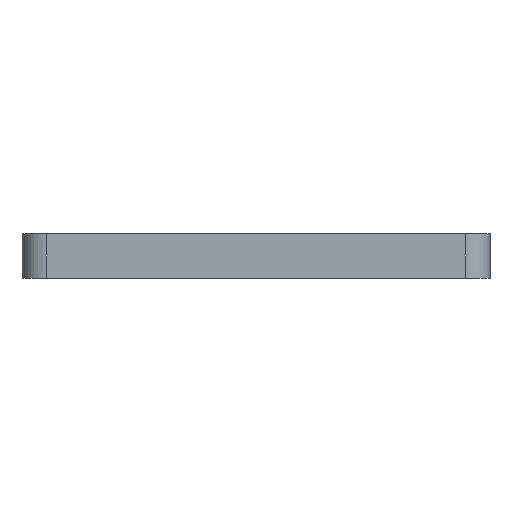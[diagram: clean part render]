
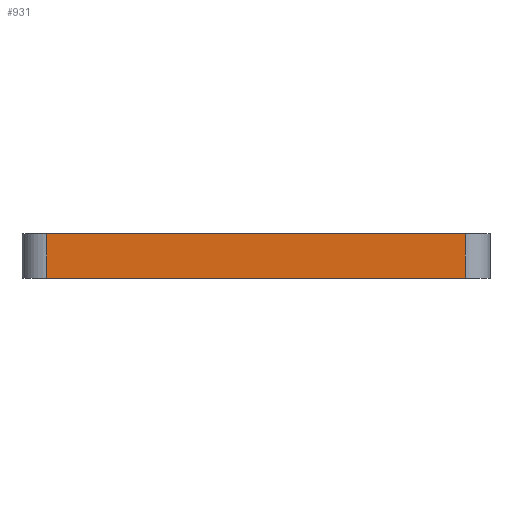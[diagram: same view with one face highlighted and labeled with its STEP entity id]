
A CAD part, left-side view. The second image highlights one B-rep face of the part: STEP entity #931.
In plain terms, the highlighted planar face has unit normal (-1, 0, 0).
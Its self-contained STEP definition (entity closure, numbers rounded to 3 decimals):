
#911=AXIS2_PLACEMENT_3D('Plane Axis2P3D',#908,#909,#910) ;
#100=CARTESIAN_POINT('Vertex',(-140.363,84.,856.)) ;
#103=CARTESIAN_POINT('Line Origine',(-140.363,0.,856.)) ;
#107=CARTESIAN_POINT('Vertex',(-140.363,-84.,856.)) ;
#893=CARTESIAN_POINT('Vertex',(-140.363,84.,838.)) ;
#896=CARTESIAN_POINT('Line Origine',(-140.363,84.,847.)) ;
#908=CARTESIAN_POINT('Axis2P3D Location',(-140.363,84.,838.)) ;
#913=CARTESIAN_POINT('Line Origine',(-140.363,0.,838.)) ;
#917=CARTESIAN_POINT('Vertex',(-140.363,-84.,838.)) ;
#920=CARTESIAN_POINT('Line Origine',(-140.363,-84.,847.)) ;
#104=DIRECTION('Vector Direction',(0.,-1.,0.)) ;
#897=DIRECTION('Vector Direction',(0.,0.,1.)) ;
#909=DIRECTION('Axis2P3D Direction',(-1.,0.,0.)) ;
#910=DIRECTION('Axis2P3D XDirection',(0.,-1.,0.)) ;
#914=DIRECTION('Vector Direction',(0.,-1.,0.)) ;
#921=DIRECTION('Vector Direction',(0.,0.,1.)) ;
#105=VECTOR('Line Direction',#104,1.) ;
#898=VECTOR('Line Direction',#897,1.) ;
#915=VECTOR('Line Direction',#914,1.) ;
#922=VECTOR('Line Direction',#921,1.) ;
#926=ORIENTED_EDGE('',*,*,#900,.F.) ;
#927=ORIENTED_EDGE('',*,*,#919,.T.) ;
#928=ORIENTED_EDGE('',*,*,#924,.T.) ;
#929=ORIENTED_EDGE('',*,*,#109,.F.) ;
#931=ADVANCED_FACE('PartBody',(#930),#912,.T.) ;
#109=EDGE_CURVE('',#101,#108,#106,.T.) ;
#900=EDGE_CURVE('',#894,#101,#899,.T.) ;
#919=EDGE_CURVE('',#894,#918,#916,.T.) ;
#924=EDGE_CURVE('',#918,#108,#923,.T.) ;
#925=EDGE_LOOP('',(#926,#927,#928,#929)) ;
#930=FACE_OUTER_BOUND('',#925,.T.) ;
#106=LINE('Line',#103,#105) ;
#899=LINE('Line',#896,#898) ;
#916=LINE('Line',#913,#915) ;
#923=LINE('Line',#920,#922) ;
#912=PLANE('',#911) ;
#101=VERTEX_POINT('',#100) ;
#108=VERTEX_POINT('',#107) ;
#894=VERTEX_POINT('',#893) ;
#918=VERTEX_POINT('',#917) ;
